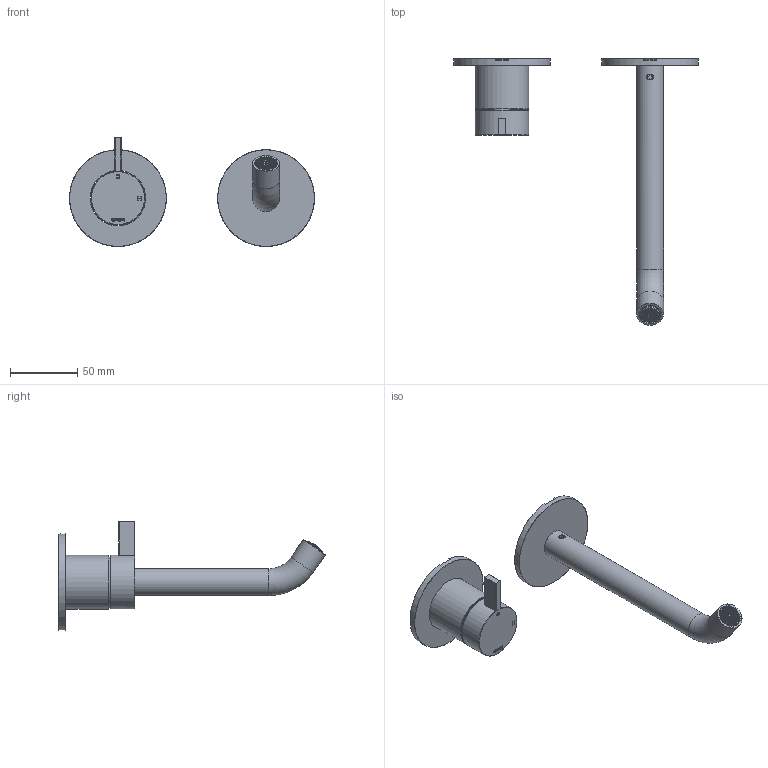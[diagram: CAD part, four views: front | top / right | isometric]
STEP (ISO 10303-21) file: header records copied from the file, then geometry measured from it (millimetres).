
FILE_DESCRIPTION(/* description */ ('Unknown'),/* implementation_level */ '2;1');
FILE_NAME(/* name */ 'AF025',/* time_stamp */ '2023-02-24T10:05:51+01:00',/* author */ ('Unknown'),/* organization */ ('Unknown'),/* preprocessor_version */ 'ST-DEVELOPER v18.102',/* originating_system */ 'Solid Edge',/* authorisation */ 'Unknown');
FILE_SCHEMA (('AUTOMOTIVE_DESIGN {1 0 10303 214 3 1 1}'));
Products named in the file (12): AF025EXT-00; ABIX604C001_AF0_oa_0; SCCBSC0002; AF023-001_oa_1; ABIX005C010; ABIX005C013; SRSBSC0001; SRSBSC0002; ABIX007C007; SARBSA0003_oa_2; SARBSC0003; SVGBSC0012
Assembly tree (11 placements, depth 3):
  AF025EXT-00
    ABIX604C001_AF0_oa_0
    SCCBSC0002
    AF023-001_oa_1
      ABIX005C010
      ABIX005C013
    SRSBSC0001
    SRSBSC0002
    ABIX007C007
    SARBSA0003_oa_2
      SARBSC0003
    SVGBSC0012
Bounding box: 181.88 x 198.13 x 80.91 mm (x, y, z)
Volume: 68192.8 mm3; surface area: 63189 mm2
Topology: 9 solids, 9 shells, 2769 faces, 7937 edges, 5259 vertices
Faces by surface type: plane 1881, torus 403, cylinder 296, bspline 137, cone 40, sphere 12
Full cylindrical faces by diameter (mm): 0.9 x3, 1.5 x1, 2.5 x2, 3.2 x1, 4.2 x1, 5 x1, 11 x1, 12.15 x2, 13.4 x1, 13.45 x1, 13.55 x1, 14.55 x1, 15 x3, 15.15 x1, 15.169 x1, 15.5 x7, 16.4 x1, 16.5 x4, 16.7 x1, 18 x1, 19.2 x1, 20 x2, 25 x1, 34.5 x1, 35.7 x1, 36 x1, 37.3 x2, 37.6 x2, 38 x1, 40 x2
Entity records: 106140 total; most frequent: CARTESIAN_POINT 38294, ORIENTED_EDGE 15444, DIRECTION 11131, EDGE_CURVE 7722, VERTEX_POINT 5172, AXIS2_PLACEMENT_3D 4067, B_SPLINE_CURVE_WITH_KNOTS 3296, FACE_BOUND 3254
